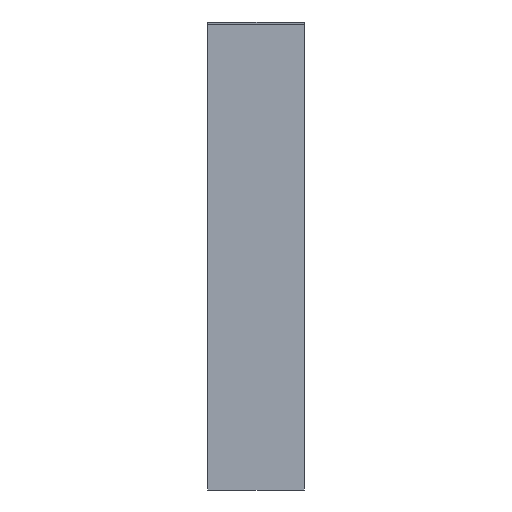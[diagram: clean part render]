
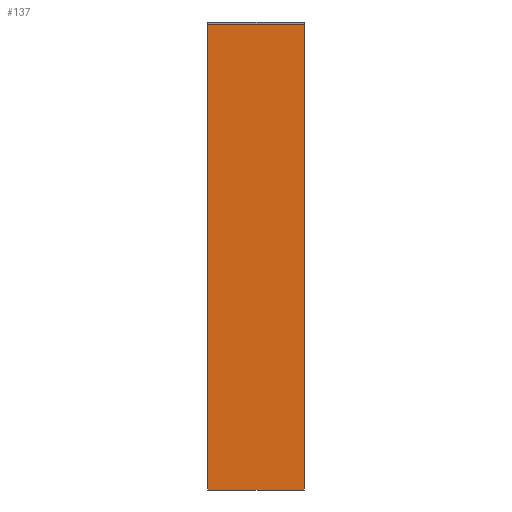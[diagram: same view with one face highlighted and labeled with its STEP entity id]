
A CAD part, left-side view. The second image highlights one B-rep face of the part: STEP entity #137.
In plain terms, the highlighted planar face has unit normal (-1, 0, 0).
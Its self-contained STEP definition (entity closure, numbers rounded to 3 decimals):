
#4 = CARTESIAN_POINT ( 'NONE',  ( 92., -33.135, -300. ) ) ;
#84 = DIRECTION ( 'NONE',  ( 0., 0., 1. ) ) ;
#119 = CARTESIAN_POINT ( 'NONE',  ( 92., 31., -298.49 ) ) ;
#137 = ADVANCED_FACE ( 'NONE', ( #1583 ), #1738, .F. ) ;
#299 = VERTEX_POINT ( 'NONE', #1126 ) ;
#315 = CARTESIAN_POINT ( 'NONE',  ( 92., -31., -300. ) ) ;
#500 = ORIENTED_EDGE ( 'NONE', *, *, #610, .F. ) ;
#610 = EDGE_CURVE ( 'NONE', #2365, #2242, #1341, .T. ) ;
#646 = CARTESIAN_POINT ( 'NONE',  ( 92., 31., -300. ) ) ;
#790 = DIRECTION ( 'NONE',  ( 0., 0., -1. ) ) ;
#805 = DIRECTION ( 'NONE',  ( 0., -1., 0. ) ) ;
#806 = CARTESIAN_POINT ( 'NONE',  ( 92., 31., -0.01 ) ) ;
#1045 = VECTOR ( 'NONE', #2994, 1000. ) ;
#1064 = LINE ( 'NONE', #4, #1045 ) ;
#1112 = CARTESIAN_POINT ( 'NONE',  ( 92., -31., -298.49 ) ) ;
#1126 = CARTESIAN_POINT ( 'NONE',  ( 92., -31., -0.01 ) ) ;
#1161 = EDGE_CURVE ( 'NONE', #2436, #2365, #1064, .T. ) ;
#1281 = CARTESIAN_POINT ( 'NONE',  ( 92., 31., -0.01 ) ) ;
#1299 = VECTOR ( 'NONE', #84, 1000. ) ;
#1341 = LINE ( 'NONE', #119, #1299 ) ;
#1493 = ORIENTED_EDGE ( 'NONE', *, *, #2940, .F. ) ;
#1501 = ORIENTED_EDGE ( 'NONE', *, *, #1161, .F. ) ;
#1583 = FACE_OUTER_BOUND ( 'NONE', #2014, .T. ) ;
#1721 = DIRECTION ( 'NONE',  ( 0., 0., -1. ) ) ;
#1730 = DIRECTION ( 'NONE',  ( 1., 0., 0. ) ) ;
#1738 = PLANE ( 'NONE',  #3047 ) ;
#1815 = CARTESIAN_POINT ( 'NONE',  ( 92., 31., -298.49 ) ) ;
#2014 = EDGE_LOOP ( 'NONE', ( #2112, #1493, #500, #1501 ) ) ;
#2112 = ORIENTED_EDGE ( 'NONE', *, *, #3279, .F. ) ;
#2213 = VECTOR ( 'NONE', #790, 1000. ) ;
#2220 = LINE ( 'NONE', #1112, #2213 ) ;
#2242 = VERTEX_POINT ( 'NONE', #1281 ) ;
#2365 = VERTEX_POINT ( 'NONE', #646 ) ;
#2436 = VERTEX_POINT ( 'NONE', #315 ) ;
#2789 = LINE ( 'NONE', #806, #2799 ) ;
#2799 = VECTOR ( 'NONE', #805, 1000. ) ;
#2940 = EDGE_CURVE ( 'NONE', #2242, #299, #2789, .T. ) ;
#2994 = DIRECTION ( 'NONE',  ( 0., 1., 0. ) ) ;
#3047 = AXIS2_PLACEMENT_3D ( 'NONE', #1815, #1730, #1721 ) ;
#3279 = EDGE_CURVE ( 'NONE', #299, #2436, #2220, .T. ) ;
